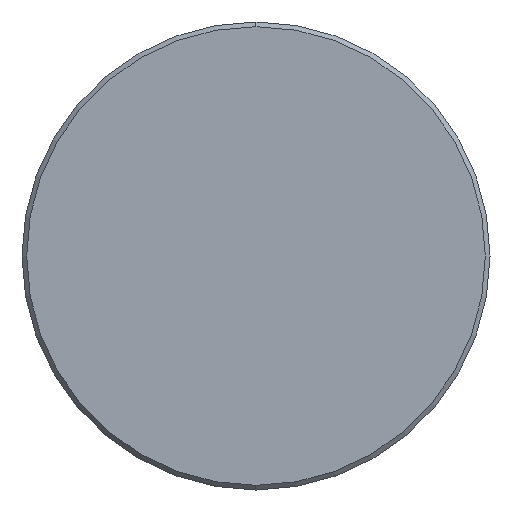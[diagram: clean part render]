
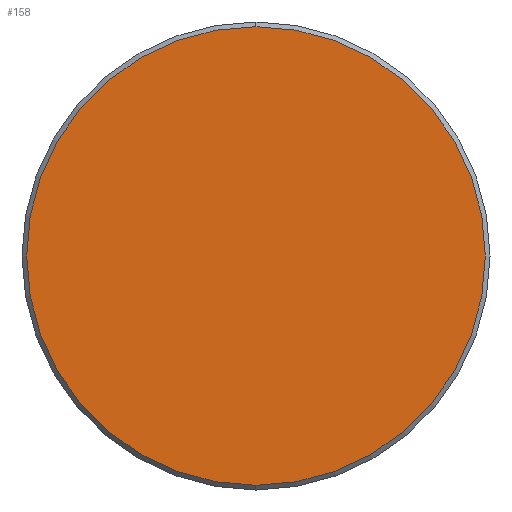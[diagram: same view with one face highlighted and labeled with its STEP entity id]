
A CAD part, left-side view. The second image highlights one B-rep face of the part: STEP entity #158.
In plain terms, the highlighted planar face has unit normal (-1, 0, 0).
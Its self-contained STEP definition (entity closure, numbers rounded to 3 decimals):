
#87 = CARTESIAN_POINT ( 'NONE',  ( 0., 0., 0. ) ) ;
#131 = AXIS2_PLACEMENT_3D ( 'NONE', #87, #576, #693 ) ;
#158 = ADVANCED_FACE ( 'NONE', ( #712 ), #370, .F. ) ;
#186 = ORIENTED_EDGE ( 'NONE', *, *, #619, .T. ) ;
#205 = DIRECTION ( 'NONE',  ( 1., 0., 0. ) ) ;
#215 = CIRCLE ( 'NONE', #666, 14.7 ) ;
#235 = VERTEX_POINT ( 'NONE', #418 ) ;
#280 = CARTESIAN_POINT ( 'NONE',  ( 0., 0., -14.7 ) ) ;
#334 = AXIS2_PLACEMENT_3D ( 'NONE', #597, #205, #594 ) ;
#346 = DIRECTION ( 'NONE',  ( 0., 0., 1. ) ) ;
#370 = PLANE ( 'NONE',  #334 ) ;
#418 = CARTESIAN_POINT ( 'NONE',  ( 0., 0., 14.7 ) ) ;
#439 = EDGE_LOOP ( 'NONE', ( #633, #186 ) ) ;
#554 = VERTEX_POINT ( 'NONE', #280 ) ;
#576 = DIRECTION ( 'NONE',  ( -1., 0., 0. ) ) ;
#594 = DIRECTION ( 'NONE',  ( 0., 0., -1. ) ) ;
#597 = CARTESIAN_POINT ( 'NONE',  ( 0., 0., 0. ) ) ;
#613 = CIRCLE ( 'NONE', #131, 14.7 ) ;
#619 = EDGE_CURVE ( 'NONE', #235, #554, #215, .T. ) ;
#627 = CARTESIAN_POINT ( 'NONE',  ( 0., 0., 0. ) ) ;
#633 = ORIENTED_EDGE ( 'NONE', *, *, #641, .T. ) ;
#641 = EDGE_CURVE ( 'NONE', #554, #235, #613, .T. ) ;
#666 = AXIS2_PLACEMENT_3D ( 'NONE', #627, #689, #346 ) ;
#689 = DIRECTION ( 'NONE',  ( -1., 0., 0. ) ) ;
#693 = DIRECTION ( 'NONE',  ( 0., 0., 1. ) ) ;
#712 = FACE_OUTER_BOUND ( 'NONE', #439, .T. ) ;
